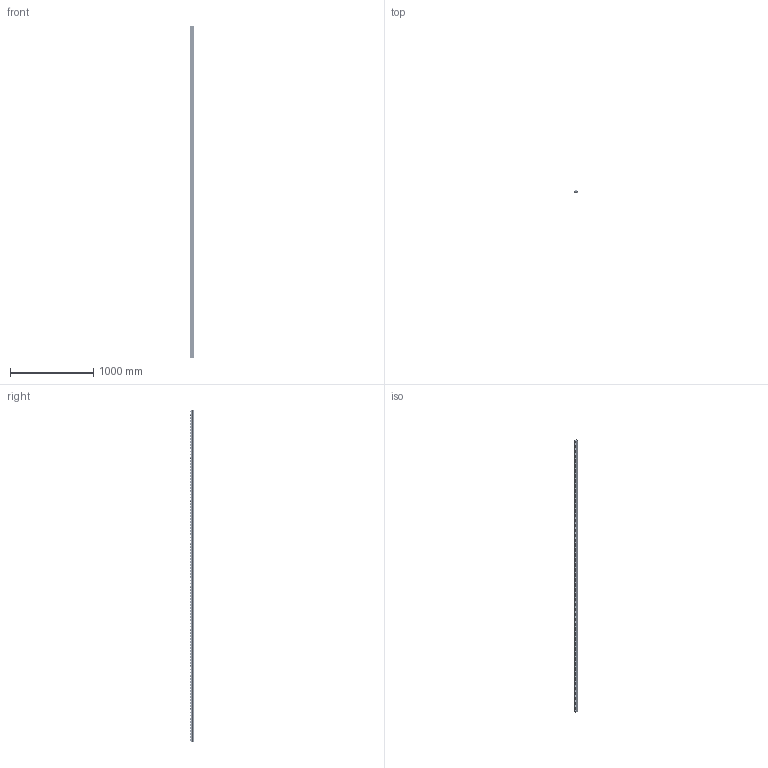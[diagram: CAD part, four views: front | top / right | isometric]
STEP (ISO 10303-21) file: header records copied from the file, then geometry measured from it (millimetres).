
FILE_DESCRIPTION(/* description */ ('STEP AP203'),/* implementation_level */ '2;1');
FILE_NAME(/* name */ 'ZRT47.4000.stp',/* time_stamp */ '2022-06-23T09:19:53+02:00',/* author */ ('stefan.nesic'),/* organization */ (''),/* preprocessor_version */ 'ST-DEVELOPER v18.1',/* originating_system */ 'Autodesk Inventor 2021',/* authorisation */ '');
FILE_SCHEMA (('AUTOMOTIVE_DESIGN { 1 0 10303 214 3 1 1 }'));
Length unit declared in the file: millimetre
Products named in the file (3): ZRT47.4000_TOP; 015.200.006_1_100_A macchina_; 015.200.006_2
Assembly tree (109 placements, depth 2):
  ZRT47.4000_TOP
    015.200.006_1_100_A macchina_
    015.200.006_2  x108
Bounding box: 41 x 44.99 x 4000 mm (x, y, z)
Volume: 2044552.6 mm3; surface area: 1893524.2 mm2
Topology: 325 solids, 325 shells, 7420 faces, 20742 edges, 13756 vertices
Faces by surface type: plane 4572, cylinder 2200, torus 432, bspline 216
Full cylindrical faces by diameter (mm): 3 x216, 6 x648, 30 x108, 33 x108
Entity records: 107231 total; most frequent: DIRECTION 19064, ORIENTED_EDGE 18800, CARTESIAN_POINT 18542, EDGE_CURVE 9400, AXIS2_PLACEMENT_3D 6842, VERTEX_POINT 6266, LINE 5380, VECTOR 5380
